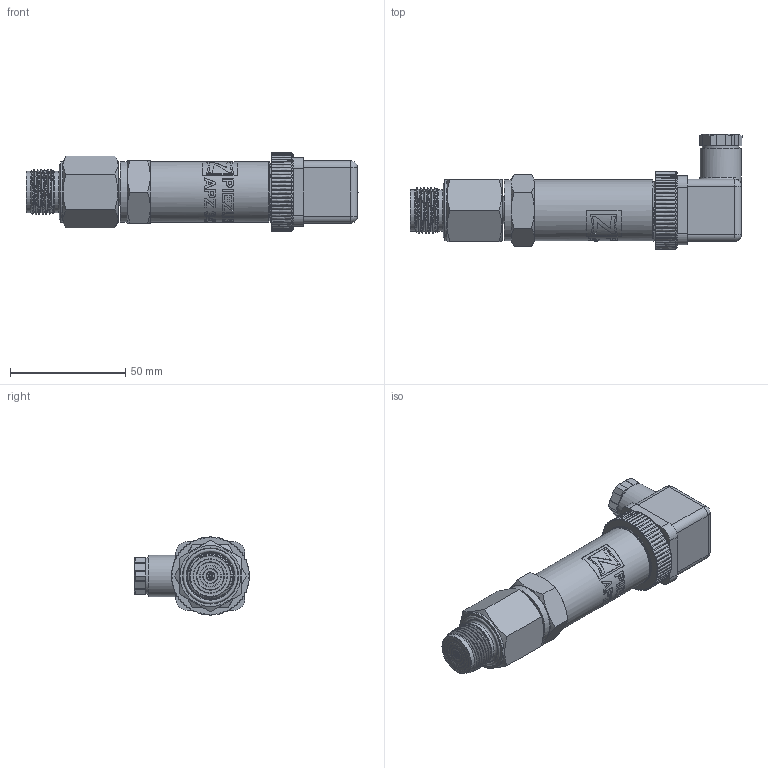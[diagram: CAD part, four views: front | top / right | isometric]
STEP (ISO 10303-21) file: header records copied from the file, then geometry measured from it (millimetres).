
FILE_DESCRIPTION(/* description */ (''),/* implementation_level */ '2;1');
FILE_NAME(/* name */ 'APZ3420m_M20x1,5DIN-flush_DIN43650A_exia.step',/* time_stamp */ '2021-09-02T17:03:18+03:00',/* author */ (''),/* organization */ (''),/* preprocessor_version */ 'ST-DEVELOPER v18.1',/* originating_system */ 'Autodesk Translation Framework v10.10.0.1391',/* authorisation */ '');
FILE_SCHEMA (('AUTOMOTIVE_DESIGN { 1 0 10303 214 3 1 1 }'));
Length unit declared in the file: millimetre
Products named in the file (6): (Unsaved); G 1/4 EN; Nut M27x1.5 v8; DIN 43650A female part 28 mm high v6; DIN 43650A male Hirshmann round base v3; M20x1,5DIN diaphragm 18 v8 (1)
Assembly tree (5 placements, depth 2):
  (Unsaved)
    G 1/4 EN
    Nut M27x1.5 v8
    DIN 43650A female part 28 mm high v6
    DIN 43650A male Hirshmann round base v3
    M20x1,5DIN diaphragm 18 v8 (1)
Bounding box: 144.25 x 50 x 34 mm (x, y, z)
Volume: 86959.2 mm3; surface area: 28457.3 mm2
Topology: 7 solids, 7 shells, 1503 faces, 4121 edges, 2741 vertices
Faces by surface type: plane 592, bspline 592, cylinder 251, cone 35, torus 27, sphere 6
Full cylindrical faces by diameter (mm): 1.6 x4, 1.65 x4, 2 x2, 2.2 x1, 2.537 x16, 2.579 x1, 2.938 x11, 3.2 x1, 3.3 x1, 4 x1, 5 x3, 5.1 x1, 6 x1, 7.8 x1, 8 x1, 9.5 x2, 10 x1, 11 x1, 11.445 x4, 13.157 x9, 16 x1, 18 x3, 18.137 x5, 19.85 x4, 21 x2, 21.4 x2, 22 x1, 22.4 x1, 24 x1, 24.4 x1
Entity records: 110797 total; most frequent: CARTESIAN_POINT 75955, ORIENTED_EDGE 8236, DIRECTION 5298, EDGE_CURVE 4118, VERTEX_POINT 2741, LINE 2126, VECTOR 2126, EDGE_LOOP 1637
